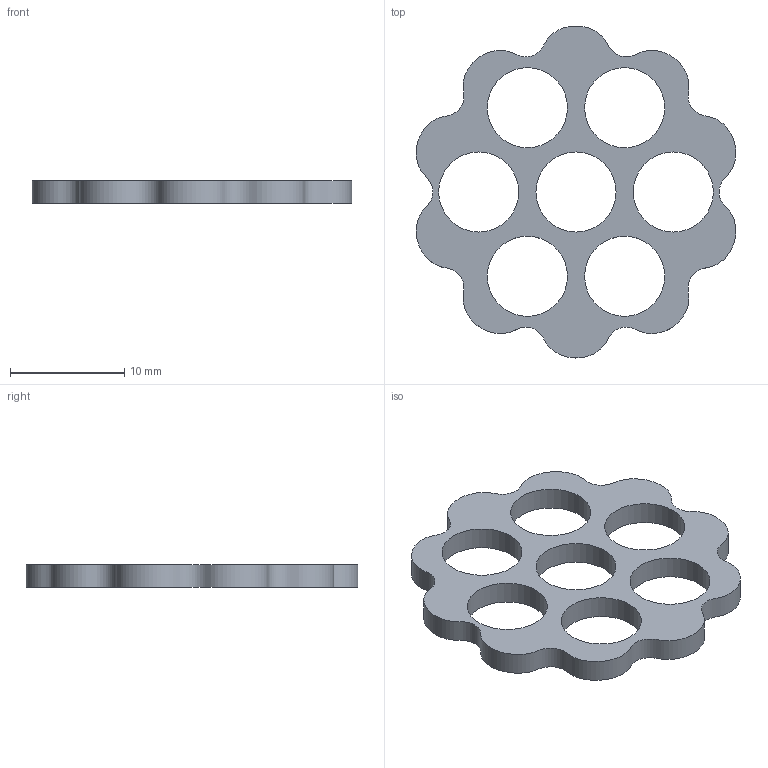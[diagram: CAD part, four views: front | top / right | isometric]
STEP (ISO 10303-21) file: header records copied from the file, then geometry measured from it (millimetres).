
FILE_DESCRIPTION(/* description */ (''),/* implementation_level */ '2;1');
FILE_NAME(/* name */ '',/* time_stamp */ '2022-12-26T17:09:00+08:00',/* author */ (''),/* organization */ (''),/* preprocessor_version */ 'ST-DEVELOPER v19.2',/* originating_system */ 'Autodesk Translation Framework v11.17.0.187',/* authorisation */ '');
FILE_SCHEMA (('AUTOMOTIVE_DESIGN { 1 0 10303 214 3 1 1 }'));
Length unit declared in the file: millimetre
Products named in the file (8): V2.0摆线; Cycloidal reducer; Cycloidal reducer (1); Cycloidal reducer (2); Cycloidal reducer (3); Cycloidal reducer (4); Cycloidal reducer (5); Cycloidal reducer (6)
Assembly tree (7 placements, depth 2):
  V2.0摆线
    Cycloidal reducer
    Cycloidal reducer (1)
    Cycloidal reducer (2)
    Cycloidal reducer (3)
    Cycloidal reducer (4)
    Cycloidal reducer (5)
    Cycloidal reducer (6)
Bounding box: 27.92 x 29 x 2 mm (x, y, z)
Volume: 658.3 mm3; surface area: 1136.6 mm2
Topology: 1 solids, 1 shells, 10 faces, 24 edges, 16 vertices
Faces by surface type: cylinder 7, plane 2, bspline 1
Full cylindrical faces by diameter (mm): 7 x7
Entity records: 10576 total; most frequent: CARTESIAN_POINT 10082, DIRECTION 84, ORIENTED_EDGE 48, AXIS2_PLACEMENT_3D 38, EDGE_LOOP 24, EDGE_CURVE 24, VERTEX_POINT 16, PRODUCT_DEFINITION_SHAPE 15
